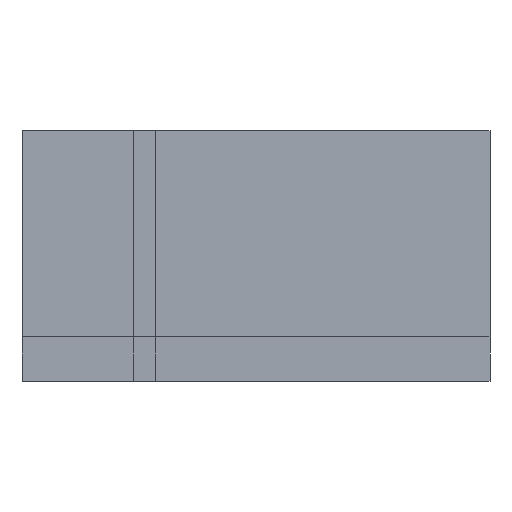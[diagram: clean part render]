
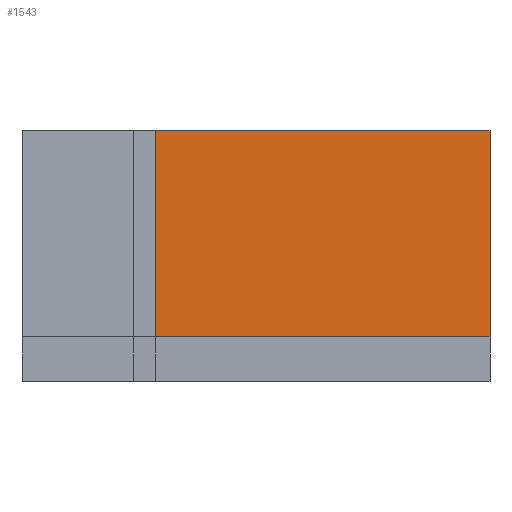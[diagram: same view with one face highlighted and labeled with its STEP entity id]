
A CAD part, front view. The second image highlights one B-rep face of the part: STEP entity #1543.
In plain terms, the highlighted planar face has unit normal (0, -1, 0).
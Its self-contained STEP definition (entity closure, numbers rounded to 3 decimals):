
#81=FACE_OUTER_BOUND('',#183,.T.);
#183=EDGE_LOOP('',(#1135,#1136,#1137,#1138));
#316=LINE('',#2297,#520);
#318=LINE('',#2301,#522);
#321=LINE('',#2306,#525);
#322=LINE('',#2308,#526);
#520=VECTOR('',#1874,1.);
#522=VECTOR('',#1878,1.);
#525=VECTOR('',#1883,10.);
#526=VECTOR('',#1886,10.);
#703=VERTEX_POINT('',#2294);
#704=VERTEX_POINT('',#2296);
#705=VERTEX_POINT('',#2300);
#706=VERTEX_POINT('',#2304);
#860=EDGE_CURVE('',#704,#703,#316,.T.);
#862=EDGE_CURVE('',#705,#704,#318,.T.);
#865=EDGE_CURVE('',#705,#706,#321,.T.);
#866=EDGE_CURVE('',#706,#703,#322,.T.);
#1135=ORIENTED_EDGE('',*,*,#866,.F.);
#1136=ORIENTED_EDGE('',*,*,#865,.F.);
#1137=ORIENTED_EDGE('',*,*,#862,.T.);
#1138=ORIENTED_EDGE('',*,*,#860,.T.);
#1441=PLANE('',#1675);
#1543=ADVANCED_FACE('',(#81),#1441,.T.);
#1675=AXIS2_PLACEMENT_3D('',#2307,#1884,#1885);
#1874=DIRECTION('',(-1.,0.,0.));
#1878=DIRECTION('',(0.,0.,1.));
#1883=DIRECTION('',(-1.,0.,0.));
#1884=DIRECTION('center_axis',(0.,-1.,0.));
#1885=DIRECTION('ref_axis',(-1.,0.,0.));
#1886=DIRECTION('',(0.,0.,1.));
#2294=CARTESIAN_POINT('',(1.,-6.875,11.25));
#2296=CARTESIAN_POINT('',(16.,-6.875,11.25));
#2297=CARTESIAN_POINT('',(16.,-6.875,11.25));
#2300=CARTESIAN_POINT('',(16.,-6.875,2.));
#2301=CARTESIAN_POINT('',(16.,-6.875,0.));
#2304=CARTESIAN_POINT('',(1.,-6.875,2.));
#2306=CARTESIAN_POINT('',(10.75,-6.875,2.));
#2307=CARTESIAN_POINT('Origin',(16.,-6.875,0.));
#2308=CARTESIAN_POINT('',(1.,-6.875,2.813));
